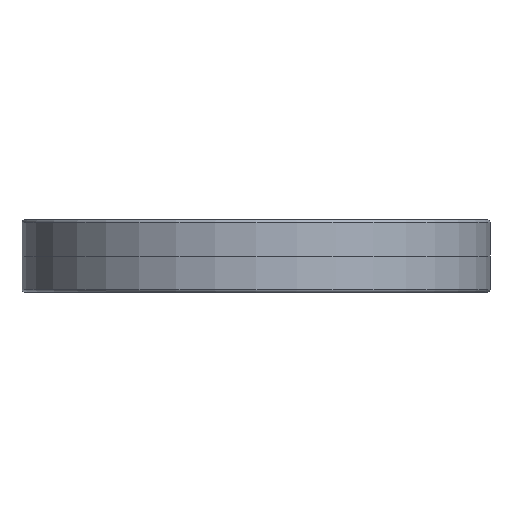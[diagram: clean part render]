
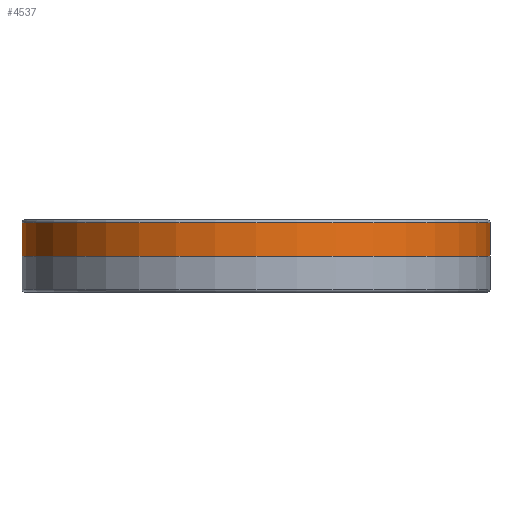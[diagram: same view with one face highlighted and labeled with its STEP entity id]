
A CAD part, front view. The second image highlights one B-rep face of the part: STEP entity #4537.
In plain terms, the highlighted cylindrical face has radius 37.255 mm (diameter 74.51 mm), a full revolution.
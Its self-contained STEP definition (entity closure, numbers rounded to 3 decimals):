
#3284 = TOROIDAL_SURFACE('',#3285,36.755,0.5);
#3285 = AXIS2_PLACEMENT_3D('',#3286,#3287,#3288);
#3286 = CARTESIAN_POINT('',(0.,0.,5.284));
#3287 = DIRECTION('',(-0.,0.,-1.));
#3288 = DIRECTION('',(1.,0.,-0.));
#3779 = VERTEX_POINT('',#3780);
#3780 = CARTESIAN_POINT('',(37.255,0.,5.284));
#3802 = EDGE_CURVE('',#3779,#3779,#3803,.T.);
#3803 = SURFACE_CURVE('',#3804,(#3809,#3816),.PCURVE_S1.);
#3804 = CIRCLE('',#3805,37.255);
#3805 = AXIS2_PLACEMENT_3D('',#3806,#3807,#3808);
#3806 = CARTESIAN_POINT('',(0.,0.,5.284));
#3807 = DIRECTION('',(0.,0.,1.));
#3808 = DIRECTION('',(1.,0.,0.));
#3809 = PCURVE('',#3284,#3810);
#3810 = DEFINITIONAL_REPRESENTATION('',(#3811),#3815);
#3811 = LINE('',#3812,#3813);
#3812 = CARTESIAN_POINT('',(-0.,6.283));
#3813 = VECTOR('',#3814,1.);
#3814 = DIRECTION('',(-1.,0.));
#3815 = ( GEOMETRIC_REPRESENTATION_CONTEXT(2) 
PARAMETRIC_REPRESENTATION_CONTEXT() REPRESENTATION_CONTEXT('2D SPACE',''
  ) );
#3816 = PCURVE('',#3817,#3822);
#3817 = CYLINDRICAL_SURFACE('',#3818,37.255);
#3818 = AXIS2_PLACEMENT_3D('',#3819,#3820,#3821);
#3819 = CARTESIAN_POINT('',(0.,0.,0.));
#3820 = DIRECTION('',(0.,0.,1.));
#3821 = DIRECTION('',(1.,0.,0.));
#3822 = DEFINITIONAL_REPRESENTATION('',(#3823),#3827);
#3823 = LINE('',#3824,#3825);
#3824 = CARTESIAN_POINT('',(0.,5.284));
#3825 = VECTOR('',#3826,1.);
#3826 = DIRECTION('',(1.,0.));
#3827 = ( GEOMETRIC_REPRESENTATION_CONTEXT(2) 
PARAMETRIC_REPRESENTATION_CONTEXT() REPRESENTATION_CONTEXT('2D SPACE',''
  ) );
#4537 = ADVANCED_FACE('',(#4538),#3817,.T.);
#4538 = FACE_BOUND('',#4539,.T.);
#4539 = EDGE_LOOP('',(#4540,#4563,#4564,#4565));
#4540 = ORIENTED_EDGE('',*,*,#4541,.T.);
#4541 = EDGE_CURVE('',#4542,#3779,#4544,.T.);
#4542 = VERTEX_POINT('',#4543);
#4543 = CARTESIAN_POINT('',(37.255,0.,0.));
#4544 = SEAM_CURVE('',#4545,(#4549,#4556),.PCURVE_S1.);
#4545 = LINE('',#4546,#4547);
#4546 = CARTESIAN_POINT('',(37.255,0.,0.));
#4547 = VECTOR('',#4548,1.);
#4548 = DIRECTION('',(0.,0.,1.));
#4549 = PCURVE('',#3817,#4550);
#4550 = DEFINITIONAL_REPRESENTATION('',(#4551),#4555);
#4551 = LINE('',#4552,#4553);
#4552 = CARTESIAN_POINT('',(6.283,0.));
#4553 = VECTOR('',#4554,1.);
#4554 = DIRECTION('',(0.,1.));
#4555 = ( GEOMETRIC_REPRESENTATION_CONTEXT(2) 
PARAMETRIC_REPRESENTATION_CONTEXT() REPRESENTATION_CONTEXT('2D SPACE',''
  ) );
#4556 = PCURVE('',#3817,#4557);
#4557 = DEFINITIONAL_REPRESENTATION('',(#4558),#4562);
#4558 = LINE('',#4559,#4560);
#4559 = CARTESIAN_POINT('',(0.,0.));
#4560 = VECTOR('',#4561,1.);
#4561 = DIRECTION('',(0.,1.));
#4562 = ( GEOMETRIC_REPRESENTATION_CONTEXT(2) 
PARAMETRIC_REPRESENTATION_CONTEXT() REPRESENTATION_CONTEXT('2D SPACE',''
  ) );
#4563 = ORIENTED_EDGE('',*,*,#3802,.F.);
#4564 = ORIENTED_EDGE('',*,*,#4541,.F.);
#4565 = ORIENTED_EDGE('',*,*,#4566,.T.);
#4566 = EDGE_CURVE('',#4542,#4542,#4567,.T.);
#4567 = SURFACE_CURVE('',#4568,(#4573,#4580),.PCURVE_S1.);
#4568 = CIRCLE('',#4569,37.255);
#4569 = AXIS2_PLACEMENT_3D('',#4570,#4571,#4572);
#4570 = CARTESIAN_POINT('',(0.,0.,0.));
#4571 = DIRECTION('',(0.,0.,1.));
#4572 = DIRECTION('',(1.,0.,0.));
#4573 = PCURVE('',#3817,#4574);
#4574 = DEFINITIONAL_REPRESENTATION('',(#4575),#4579);
#4575 = LINE('',#4576,#4577);
#4576 = CARTESIAN_POINT('',(0.,0.));
#4577 = VECTOR('',#4578,1.);
#4578 = DIRECTION('',(1.,0.));
#4579 = ( GEOMETRIC_REPRESENTATION_CONTEXT(2) 
PARAMETRIC_REPRESENTATION_CONTEXT() REPRESENTATION_CONTEXT('2D SPACE',''
  ) );
#4580 = PCURVE('',#4581,#4586);
#4581 = CYLINDRICAL_SURFACE('',#4582,37.255);
#4582 = AXIS2_PLACEMENT_3D('',#4583,#4584,#4585);
#4583 = CARTESIAN_POINT('',(0.,0.,0.));
#4584 = DIRECTION('',(0.,0.,-1.));
#4585 = DIRECTION('',(1.,0.,0.));
#4586 = DEFINITIONAL_REPRESENTATION('',(#4587),#4591);
#4587 = LINE('',#4588,#4589);
#4588 = CARTESIAN_POINT('',(-0.,0.));
#4589 = VECTOR('',#4590,1.);
#4590 = DIRECTION('',(-1.,0.));
#4591 = ( GEOMETRIC_REPRESENTATION_CONTEXT(2) 
PARAMETRIC_REPRESENTATION_CONTEXT() REPRESENTATION_CONTEXT('2D SPACE',''
  ) );
